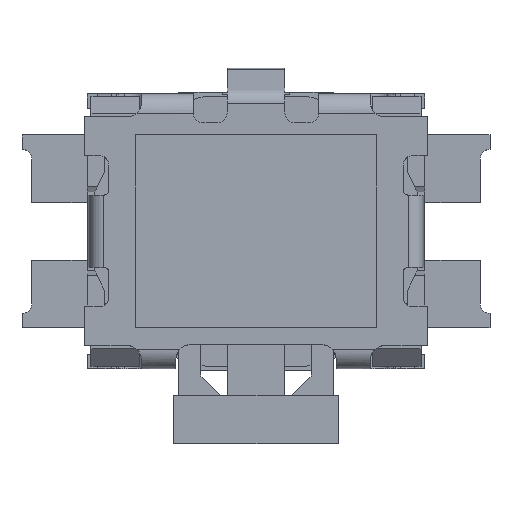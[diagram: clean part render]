
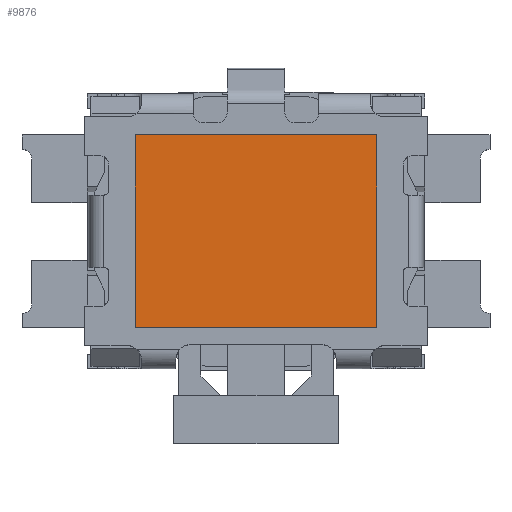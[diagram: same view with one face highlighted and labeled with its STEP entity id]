
A CAD part, top view. The second image highlights one B-rep face of the part: STEP entity #9876.
In plain terms, the highlighted planar face has unit normal (0, 0, 1).
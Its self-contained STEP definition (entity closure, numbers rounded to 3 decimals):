
#868=FACE_OUTER_BOUND('',#1358,.T.);
#1358=EDGE_LOOP('',(#7845,#7846,#7847,#7848));
#1798=LINE('',#14038,#2975);
#1976=LINE('',#14471,#3153);
#2405=LINE('',#15617,#3582);
#2436=LINE('',#15682,#3613);
#2975=VECTOR('',#11235,1000.);
#3153=VECTOR('',#11535,1000.);
#3582=VECTOR('',#12406,1000.);
#3613=VECTOR('',#12471,1000.);
#4166=VERTEX_POINT('',#14034);
#4168=VERTEX_POINT('',#14037);
#4341=VERTEX_POINT('',#14467);
#4343=VERTEX_POINT('',#14470);
#5145=EDGE_CURVE('',#4166,#4168,#1798,.T.);
#5349=EDGE_CURVE('',#4341,#4343,#1976,.T.);
#5886=EDGE_CURVE('',#4168,#4341,#2405,.T.);
#5921=EDGE_CURVE('',#4343,#4166,#2436,.T.);
#7845=ORIENTED_EDGE('',*,*,#5886,.F.);
#7846=ORIENTED_EDGE('',*,*,#5145,.F.);
#7847=ORIENTED_EDGE('',*,*,#5921,.F.);
#7848=ORIENTED_EDGE('',*,*,#5349,.F.);
#9452=PLANE('',#10559);
#9876=ADVANCED_FACE('',(#868),#9452,.T.);
#10559=AXIS2_PLACEMENT_3D('',#15872,#12652,#12653);
#11235=DIRECTION('',(0.,-1.,0.));
#11535=DIRECTION('',(0.,1.,0.));
#12406=DIRECTION('',(-1.,0.,0.));
#12471=DIRECTION('',(1.,0.,0.));
#12652=DIRECTION('center_axis',(0.,0.,1.));
#12653=DIRECTION('ref_axis',(1.,0.,0.));
#14034=CARTESIAN_POINT('',(1.25,1.,1.4));
#14037=CARTESIAN_POINT('',(1.25,-1.,1.4));
#14038=CARTESIAN_POINT('',(1.25,1.,1.4));
#14467=CARTESIAN_POINT('',(-1.25,-1.,1.4));
#14470=CARTESIAN_POINT('',(-1.25,1.,1.4));
#14471=CARTESIAN_POINT('',(-1.25,-1.,1.4));
#15617=CARTESIAN_POINT('',(1.25,-1.,1.4));
#15682=CARTESIAN_POINT('',(-1.25,1.,1.4));
#15872=CARTESIAN_POINT('Origin',(0.,0.,1.4));
